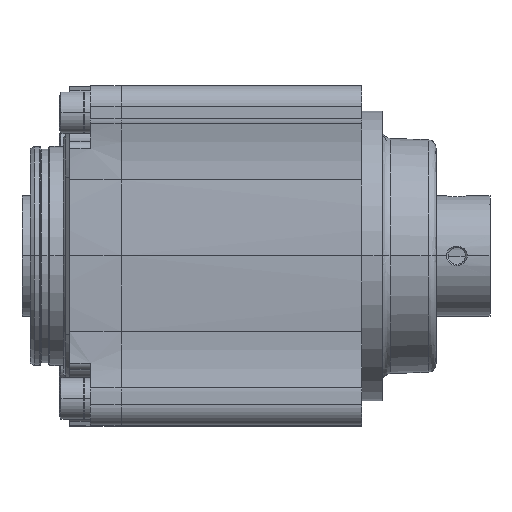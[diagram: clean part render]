
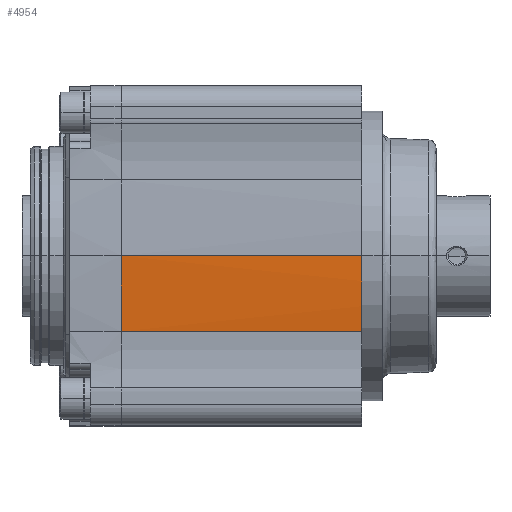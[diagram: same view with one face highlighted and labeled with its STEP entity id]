
A CAD part, top view. The second image highlights one B-rep face of the part: STEP entity #4954.
In plain terms, the highlighted cylindrical face has radius 170 mm (diameter 340 mm), a partial arc.
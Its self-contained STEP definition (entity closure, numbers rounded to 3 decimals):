
#69 = VERTEX_POINT ( 'NONE', #2260 ) ;
#259 = CARTESIAN_POINT ( 'NONE',  ( 0., 0., -129.003 ) ) ;
#1669 = AXIS2_PLACEMENT_3D ( 'NONE', #14319, #9252, #20880 ) ;
#2152 = ORIENTED_EDGE ( 'NONE', *, *, #13084, .T. ) ;
#2260 = CARTESIAN_POINT ( 'NONE',  ( 0., 0., 40.997 ) ) ;
#2871 = VERTEX_POINT ( 'NONE', #6179 ) ;
#3239 = EDGE_LOOP ( 'NONE', ( #10711, #2152, #10963, #6419 ) ) ;
#4127 = CARTESIAN_POINT ( 'NONE',  ( -58., -18.29, 40.01 ) ) ;
#4701 = LINE ( 'NONE', #15890, #20807 ) ;
#4954 = ADVANCED_FACE ( 'NONE', ( #9050 ), #15822, .T. ) ;
#6179 = CARTESIAN_POINT ( 'NONE',  ( 0., -18.29, 40.01 ) ) ;
#6419 = ORIENTED_EDGE ( 'NONE', *, *, #19800, .T. ) ;
#7204 = VECTOR ( 'NONE', #19873, 1000. ) ;
#7600 = CARTESIAN_POINT ( 'NONE',  ( -58., -6.108, 40.997 ) ) ;
#8535 = DIRECTION ( 'NONE',  ( 1., 0., 0. ) ) ;
#9008 = AXIS2_PLACEMENT_3D ( 'NONE', #259, #8535, #15104 ) ;
#9050 = FACE_OUTER_BOUND ( 'NONE', #3239, .T. ) ;
#9252 = DIRECTION ( 'NONE',  ( -1., 0., 0. ) ) ;
#9667 = VERTEX_POINT ( 'NONE', #4127 ) ;
#9794 = CARTESIAN_POINT ( 'NONE',  ( -58., 0., 40.994 ) ) ;
#9955 = CARTESIAN_POINT ( 'NONE',  ( -70.5, 0., 40.997 ) ) ;
#10180 = VERTEX_POINT ( 'NONE', #9794 ) ;
#10711 = ORIENTED_EDGE ( 'NONE', *, *, #17698, .F. ) ;
#10963 = ORIENTED_EDGE ( 'NONE', *, *, #16436, .T. ) ;
#13084 = EDGE_CURVE ( 'NONE', #69, #10180, #18136, .T. ) ;
#14319 = CARTESIAN_POINT ( 'NONE',  ( -70.5, 0., -129.003 ) ) ;
#14373 = CARTESIAN_POINT ( 'NONE',  ( -58., 0., 40.994 ) ) ;
#14848 = CIRCLE ( 'NONE', #9008, 170. ) ;
#15104 = DIRECTION ( 'NONE',  ( 0., 0., 1. ) ) ;
#15773 = CARTESIAN_POINT ( 'NONE',  ( -58., -18.29, 40.01 ) ) ;
#15822 = CYLINDRICAL_SURFACE ( 'NONE', #1669, 170. ) ;
#15890 = CARTESIAN_POINT ( 'NONE',  ( -70.5, -18.29, 40.01 ) ) ;
#16436 = EDGE_CURVE ( 'NONE', #10180, #9667, #18857, .T. ) ;
#17600 = CARTESIAN_POINT ( 'NONE',  ( -58., -12.217, 40.667 ) ) ;
#17698 = EDGE_CURVE ( 'NONE', #69, #2871, #14848, .T. ) ;
#18136 = LINE ( 'NONE', #9955, #7204 ) ;
#18857 = B_SPLINE_CURVE_WITH_KNOTS ( 'NONE', 3,
 ( #14373, #7600, #17600, #15773 ),
 .UNSPECIFIED., .F., .F.,
 ( 4, 4 ),
 ( 0.5, 1. ),
 .UNSPECIFIED. ) ;
#19800 = EDGE_CURVE ( 'NONE', #9667, #2871, #4701, .T. ) ;
#19873 = DIRECTION ( 'NONE',  ( -1., 0., 0. ) ) ;
#20807 = VECTOR ( 'NONE', #20962, 1000. ) ;
#20880 = DIRECTION ( 'NONE',  ( 0., 0., 1. ) ) ;
#20962 = DIRECTION ( 'NONE',  ( 1., 0., 0. ) ) ;
